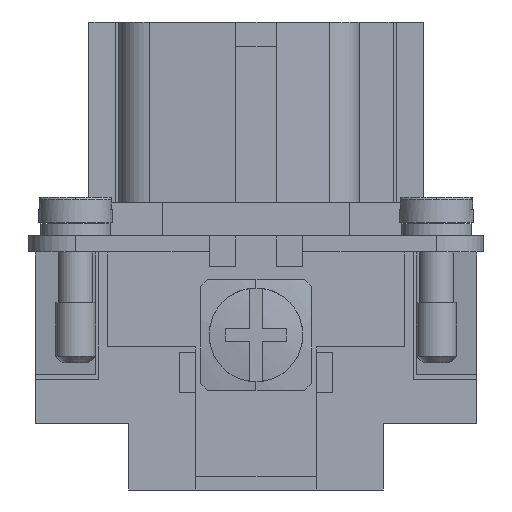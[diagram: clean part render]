
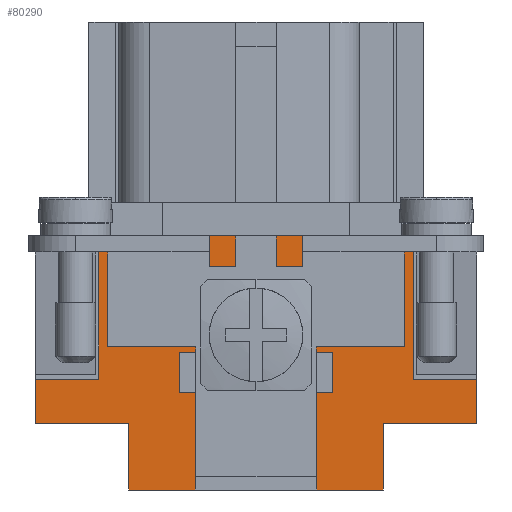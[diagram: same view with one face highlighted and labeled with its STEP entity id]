
A CAD part, left-side view. The second image highlights one B-rep face of the part: STEP entity #80290.
In plain terms, the highlighted planar face has unit normal (-1, 0, 0).
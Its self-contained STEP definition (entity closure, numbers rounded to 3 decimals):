
#56561=CARTESIAN_POINT('',(-45.0,11.75,19.0));
#56562=VERTEX_POINT('',#56561);
#56569=CARTESIAN_POINT('',(-45.0,-11.75,19.0));
#56570=VERTEX_POINT('',#56569);
#56571=CARTESIAN_POINT('',(-45.0,-11.75,19.0));
#56572=DIRECTION('',(0.0,1.0,0.0));
#56573=VECTOR('',#56572,23.5);
#56574=LINE('',#56571,#56573);
#56575=EDGE_CURVE('',#56570,#56562,#56574,.T.);
#62703=CARTESIAN_POINT('',(-45.0,11.75,8.3));
#62704=VERTEX_POINT('',#62703);
#62713=CARTESIAN_POINT('',(-45.0,11.75,19.0));
#62714=DIRECTION('',(0.0,0.0,-1.0));
#62715=VECTOR('',#62714,10.7);
#62716=LINE('',#62713,#62715);
#62717=EDGE_CURVE('',#56562,#62704,#62716,.T.);
#62759=CARTESIAN_POINT('',(-45.,16.5,8.3));
#62760=VERTEX_POINT('',#62759);
#62761=CARTESIAN_POINT('',(-45.0,11.75,8.3));
#62762=DIRECTION('',(0.0,1.0,0.0));
#62763=VECTOR('',#62762,4.75);
#62764=LINE('',#62761,#62763);
#62765=EDGE_CURVE('',#62704,#62760,#62764,.T.);
#62975=CARTESIAN_POINT('',(-45.0,-11.75,8.3));
#62976=VERTEX_POINT('',#62975);
#62985=CARTESIAN_POINT('',(-45.0,-11.75,8.3));
#62986=DIRECTION('',(0.0,0.0,1.0));
#62987=VECTOR('',#62986,10.7);
#62988=LINE('',#62985,#62987);
#62989=EDGE_CURVE('',#62976,#56570,#62988,.T.);
#62999=CARTESIAN_POINT('',(-45.,-16.5,8.3));
#63000=VERTEX_POINT('',#62999);
#63001=CARTESIAN_POINT('',(-45.,-16.5,8.3));
#63002=DIRECTION('',(0.0,1.0,0.0));
#63003=VECTOR('',#63002,4.75);
#63004=LINE('',#63001,#63003);
#63005=EDGE_CURVE('',#63000,#62976,#63004,.T.);
#63073=CARTESIAN_POINT('',(-45.0,16.5,5.0));
#63074=VERTEX_POINT('',#63073);
#63081=CARTESIAN_POINT('',(-45.0,16.5,5.0));
#63082=DIRECTION('',(0.0,0.0,1.0));
#63083=VECTOR('',#63082,3.3);
#63084=LINE('',#63081,#63083);
#63085=EDGE_CURVE('',#63074,#62760,#63084,.T.);
#63251=CARTESIAN_POINT('',(-45.0,-16.5,5.0));
#63252=VERTEX_POINT('',#63251);
#63253=CARTESIAN_POINT('',(-45.0,-16.5,5.0));
#63254=DIRECTION('',(0.0,0.0,1.0));
#63255=VECTOR('',#63254,3.3);
#63256=LINE('',#63253,#63255);
#63257=EDGE_CURVE('',#63252,#63000,#63256,.T.);
#78556=CARTESIAN_POINT('',(-45.0,9.5,0.0));
#78557=VERTEX_POINT('',#78556);
#78564=CARTESIAN_POINT('',(-45.0,9.5,5.0));
#78565=VERTEX_POINT('',#78564);
#78566=CARTESIAN_POINT('',(-45.0,9.5,5.0));
#78567=DIRECTION('',(0.0,0.0,-1.0));
#78568=VECTOR('',#78567,5.0);
#78569=LINE('',#78566,#78568);
#78570=EDGE_CURVE('',#78565,#78557,#78569,.T.);
#78596=CARTESIAN_POINT('',(-45.0,-9.5,5.0));
#78597=VERTEX_POINT('',#78596);
#78604=CARTESIAN_POINT('',(-45.0,-9.5,0.0));
#78605=VERTEX_POINT('',#78604);
#78606=CARTESIAN_POINT('',(-45.0,-9.5,0.0));
#78607=DIRECTION('',(0.0,0.0,1.0));
#78608=VECTOR('',#78607,5.0);
#78609=LINE('',#78606,#78608);
#78610=EDGE_CURVE('',#78605,#78597,#78609,.T.);
#79415=CARTESIAN_POINT('',(-45.0,-9.5,5.0));
#79416=DIRECTION('',(0.0,-1.0,0.0));
#79417=VECTOR('',#79416,7.0);
#79418=LINE('',#79415,#79417);
#79419=EDGE_CURVE('',#78597,#63252,#79418,.T.);
#79471=CARTESIAN_POINT('',(-45.0,16.5,5.0));
#79472=DIRECTION('',(0.0,-1.0,0.0));
#79473=VECTOR('',#79472,7.0);
#79474=LINE('',#79471,#79473);
#79475=EDGE_CURVE('',#63074,#78565,#79474,.T.);
#79487=CARTESIAN_POINT('',(-45.0,-4.55,0.0));
#79488=VERTEX_POINT('',#79487);
#79489=CARTESIAN_POINT('',(-45.0,-9.5,0.0));
#79490=DIRECTION('',(0.0,1.0,0.0));
#79491=VECTOR('',#79490,4.95);
#79492=LINE('',#79489,#79491);
#79493=EDGE_CURVE('',#78605,#79488,#79492,.T.);
#79543=CARTESIAN_POINT('',(-45.0,4.55,0.0));
#79544=VERTEX_POINT('',#79543);
#79551=CARTESIAN_POINT('',(-45.0,4.55,0.0));
#79552=DIRECTION('',(0.0,1.0,0.0));
#79553=VECTOR('',#79552,4.95);
#79554=LINE('',#79551,#79553);
#79555=EDGE_CURVE('',#79544,#78557,#79554,.T.);
#79950=CARTESIAN_POINT('',(-45.0,4.55,3.5));
#79951=VERTEX_POINT('',#79950);
#79958=CARTESIAN_POINT('',(-45.0,4.55,0.0));
#79959=DIRECTION('',(0.0,0.0,1.0));
#79960=VECTOR('',#79959,3.5);
#79961=LINE('',#79958,#79960);
#79962=EDGE_CURVE('',#79544,#79951,#79961,.T.);
#79974=CARTESIAN_POINT('',(-45.0,-4.55,3.5));
#79975=VERTEX_POINT('',#79974);
#79984=CARTESIAN_POINT('',(-45.0,-4.55,3.5));
#79985=DIRECTION('',(0.0,0.0,-1.0));
#79986=VECTOR('',#79985,3.5);
#79987=LINE('',#79984,#79986);
#79988=EDGE_CURVE('',#79975,#79488,#79987,.T.);
#80000=CARTESIAN_POINT('',(-45.0,4.55,3.5));
#80001=DIRECTION('',(0.0,-1.0,0.0));
#80002=VECTOR('',#80001,9.1);
#80003=LINE('',#80000,#80002);
#80004=EDGE_CURVE('',#79951,#79975,#80003,.T.);
#80267=CARTESIAN_POINT('',(-45.0,-16.5,0.0));
#80268=DIRECTION('',(-1.0,0.0,0.0));
#80269=DIRECTION('',(0.0,0.0,1.0));
#80270=AXIS2_PLACEMENT_3D('',#80267,#80268,#80269);
#80271=PLANE('',#80270);
#80272=ORIENTED_EDGE('',*,*,#62765,.T.);
#80273=ORIENTED_EDGE('',*,*,#63085,.F.);
#80274=ORIENTED_EDGE('',*,*,#79475,.T.);
#80275=ORIENTED_EDGE('',*,*,#78570,.T.);
#80276=ORIENTED_EDGE('',*,*,#79555,.F.);
#80277=ORIENTED_EDGE('',*,*,#79962,.T.);
#80278=ORIENTED_EDGE('',*,*,#80004,.T.);
#80279=ORIENTED_EDGE('',*,*,#79988,.T.);
#80280=ORIENTED_EDGE('',*,*,#79493,.F.);
#80281=ORIENTED_EDGE('',*,*,#78610,.T.);
#80282=ORIENTED_EDGE('',*,*,#79419,.T.);
#80283=ORIENTED_EDGE('',*,*,#63257,.T.);
#80284=ORIENTED_EDGE('',*,*,#63005,.T.);
#80285=ORIENTED_EDGE('',*,*,#62989,.T.);
#80286=ORIENTED_EDGE('',*,*,#56575,.T.);
#80287=ORIENTED_EDGE('',*,*,#62717,.T.);
#80288=EDGE_LOOP('',(#80272,#80273,#80274,#80275,#80276,#80277,#80278,#80279,#80280,#80281,#80282,#80283,#80284,#80285,#80286,#80287));
#80289=FACE_OUTER_BOUND('',#80288,.T.);
#80290=ADVANCED_FACE('',(#80289),#80271,.T.);
